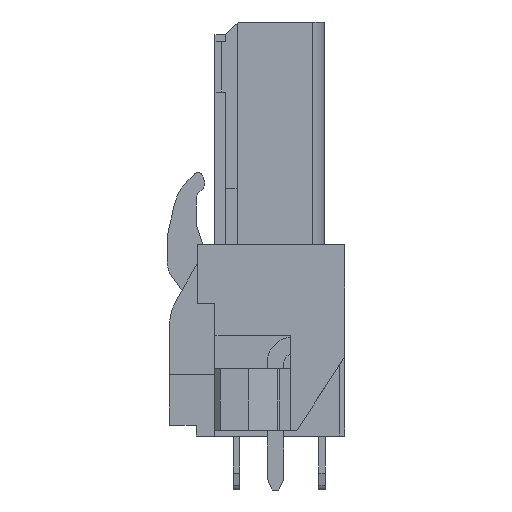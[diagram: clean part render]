
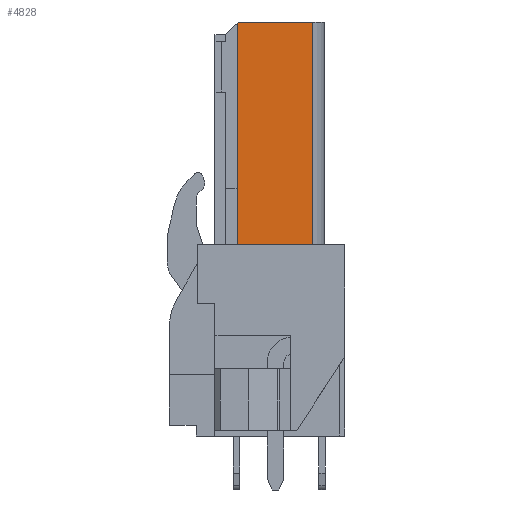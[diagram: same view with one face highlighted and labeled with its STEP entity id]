
A CAD part, left-side view. The second image highlights one B-rep face of the part: STEP entity #4828.
In plain terms, the highlighted planar face has unit normal (-1, 0, 0).
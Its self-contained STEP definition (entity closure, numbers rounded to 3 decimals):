
#4800=AXIS2_PLACEMENT_3D('Plane Axis2P3D',#4797,#4798,#4799) ;
#1787=CARTESIAN_POINT('Vertex',(5.7,6.39,14.54)) ;
#1829=CARTESIAN_POINT('Vertex',(5.7,1.92,14.54)) ;
#1832=CARTESIAN_POINT('Line Origine',(5.7,4.155,14.54)) ;
#4782=CARTESIAN_POINT('Vertex',(5.7,1.92,27.74)) ;
#4785=CARTESIAN_POINT('Line Origine',(5.7,1.92,21.14)) ;
#4797=CARTESIAN_POINT('Axis2P3D Location',(5.7,6.39,27.74)) ;
#4802=CARTESIAN_POINT('Line Origine',(5.7,6.355,27.705)) ;
#4806=CARTESIAN_POINT('Vertex',(5.7,6.39,27.67)) ;
#4808=CARTESIAN_POINT('Vertex',(5.7,6.32,27.74)) ;
#4811=CARTESIAN_POINT('Line Origine',(5.7,6.39,21.105)) ;
#4816=CARTESIAN_POINT('Line Origine',(5.7,4.12,27.74)) ;
#1833=DIRECTION('Vector Direction',(0.,-1.,0.)) ;
#4786=DIRECTION('Vector Direction',(0.,0.,-1.)) ;
#4798=DIRECTION('Axis2P3D Direction',(1.,0.,0.)) ;
#4799=DIRECTION('Axis2P3D XDirection',(0.,-1.,0.)) ;
#4803=DIRECTION('Vector Direction',(0.,0.707,-0.707)) ;
#4812=DIRECTION('Vector Direction',(0.,0.,-1.)) ;
#4817=DIRECTION('Vector Direction',(0.,-1.,0.)) ;
#1834=VECTOR('Line Direction',#1833,1.) ;
#4787=VECTOR('Line Direction',#4786,1.) ;
#4804=VECTOR('Line Direction',#4803,1.) ;
#4813=VECTOR('Line Direction',#4812,1.) ;
#4818=VECTOR('Line Direction',#4817,1.) ;
#4822=ORIENTED_EDGE('',*,*,#4810,.F.) ;
#4823=ORIENTED_EDGE('',*,*,#4815,.T.) ;
#4824=ORIENTED_EDGE('',*,*,#1836,.T.) ;
#4825=ORIENTED_EDGE('',*,*,#4789,.F.) ;
#4826=ORIENTED_EDGE('',*,*,#4820,.F.) ;
#4828=ADVANCED_FACE('PartBody',(#4827),#4801,.F.) ;
#1836=EDGE_CURVE('',#1788,#1830,#1835,.T.) ;
#4789=EDGE_CURVE('',#4783,#1830,#4788,.T.) ;
#4810=EDGE_CURVE('',#4807,#4809,#4805,.F.) ;
#4815=EDGE_CURVE('',#4807,#1788,#4814,.T.) ;
#4820=EDGE_CURVE('',#4809,#4783,#4819,.T.) ;
#4821=EDGE_LOOP('',(#4822,#4823,#4824,#4825,#4826)) ;
#4827=FACE_OUTER_BOUND('',#4821,.T.) ;
#1835=LINE('Line',#1832,#1834) ;
#4788=LINE('Line',#4785,#4787) ;
#4805=LINE('Line',#4802,#4804) ;
#4814=LINE('Line',#4811,#4813) ;
#4819=LINE('Line',#4816,#4818) ;
#4801=PLANE('',#4800) ;
#1788=VERTEX_POINT('',#1787) ;
#1830=VERTEX_POINT('',#1829) ;
#4783=VERTEX_POINT('',#4782) ;
#4807=VERTEX_POINT('',#4806) ;
#4809=VERTEX_POINT('',#4808) ;
